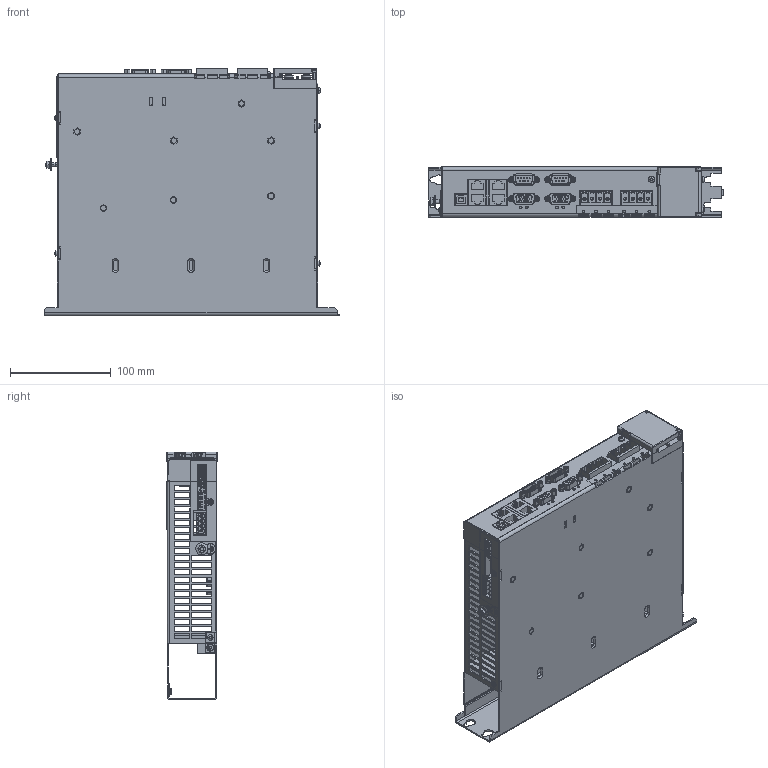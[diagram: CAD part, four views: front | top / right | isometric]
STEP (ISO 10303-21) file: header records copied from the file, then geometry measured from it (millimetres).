
FILE_DESCRIPTION((''),'2;1');
FILE_NAME('ACCURET_400-600_50MM_ASM','2019-06-11T13:32:11',('ch5999'),(''),'CREO PARAMETRIC BY PTC INC, 2017380','CREO PARAMETRIC BY PTC INC, 2017380','');
FILE_SCHEMA(('AUTOMOTIVE_DESIGN { 1 0 10303 214 1 1 1 1 }'));
Products named in the file (36): 648998-01-K01_AF0_1; 625480-01-A01_1; 625480-01-A01_AF0_1; 625484-01-A01_1; 652996-01-K01_ASM_2_ASM; 653121-01-K01_2; 616495-01-K01_1; 653118-01-K01_2; 202990-07-K01_3; 616127-01-K01_1; 660935-01-K01_3; 348994-01_1; 580760-03-K01_2; 674367-01-A01_ASM_2_ASM; 667233-01-K01_1; 649001-01-K01_2; 295833-01_1; 295833-04_1; 281666-18_2; 652993-01-K01_ASM_2_ASM; 648999-01-K01_2; 645729-01-K01; 316698-02-A01_1; 257201-12-K01_1; 200587-67_1; 288340-12_2; 200548-05-Z01_2; 339648-02_2; 281665-06_1; 684148-01-K01_ASM_5_ASM; 635483-01-K01_2; 673600-01-K01_2; 673388-01-K01_2; 678688-01-Z01_1; 676987-01-K01_ASM_8_ASM; ACCURET_400-600_50MM_ASM
Assembly tree (64 placements, depth 5):
  ACCURET_400-600_50MM_ASM
    676987-01-K01_ASM_8_ASM
      684148-01-K01_ASM_5_ASM
        652996-01-K01_ASM_2_ASM
          648998-01-K01_AF0_1
          625480-01-A01_1  x4
          625480-01-A01_AF0_1
          625484-01-A01_1  x7
        674367-01-A01_ASM_2_ASM
          653121-01-K01_2
          616495-01-K01_1  x2
          653118-01-K01_2  x2
          202990-07-K01_3
          616127-01-K01_1  x2
          660935-01-K01_3
          348994-01_1
          580760-03-K01_2
        667233-01-K01_1
        652993-01-K01_ASM_2_ASM
          649001-01-K01_2
          295833-01_1  x2
          295833-04_1
          281666-18_2
        648999-01-K01_2
        645729-01-K01
        316698-02-A01_1  x2
        257201-12-K01_1  x8
        200587-67_1  x5
        288340-12_2  x2
        200548-05-Z01_2  x2
        339648-02_2  x2
        281665-06_1  x2
      635483-01-K01_2
      673600-01-K01_2
      673388-01-K01_2
      678688-01-Z01_1
Bounding box: 292 x 50.02 x 246 mm (x, y, z)
Volume: 291009.1 mm3; surface area: 426116.7 mm2
Topology: 59 solids, 88 shells, 5606 faces, 14228 edges, 9082 vertices
Faces by surface type: plane 3275, cylinder 1752, cone 436, torus 84, sphere 47, bspline 12
Entity records: 159566 total; most frequent: CARTESIAN_POINT 23229, DIRECTION 21047, ORIENTED_EDGE 20314, EDGE_CURVE 10171, AXIS2_PLACEMENT_3D 7019, VECTOR 7009, LINE 7009, VERTEX_POINT 6503
